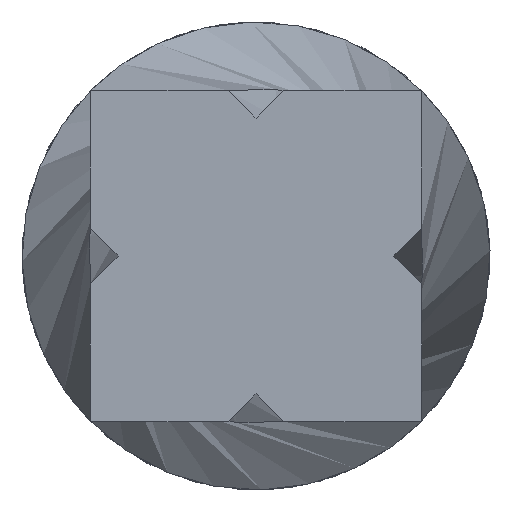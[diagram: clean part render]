
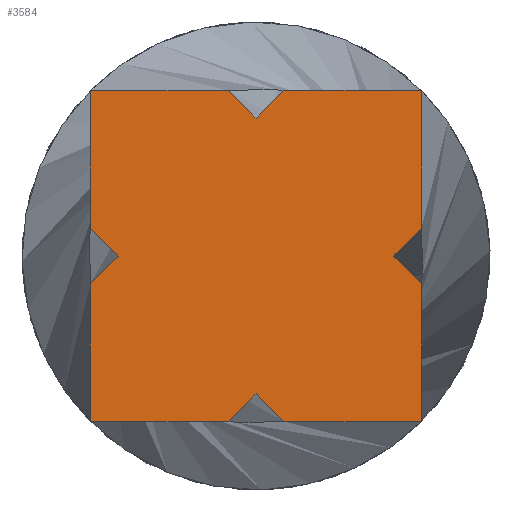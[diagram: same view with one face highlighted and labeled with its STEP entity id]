
A CAD part, front view. The second image highlights one B-rep face of the part: STEP entity #3584.
In plain terms, the highlighted planar face has unit normal (0, -1, 0).
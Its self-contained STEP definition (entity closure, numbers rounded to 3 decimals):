
#189 = CARTESIAN_POINT ( 'NONE',  ( -6., 0., -6. ) ) ;
#319 = DIRECTION ( 'NONE',  ( 1., 0., 0. ) ) ;
#376 = DIRECTION ( 'NONE',  ( -0.707, 0., 0.707 ) ) ;
#390 = DIRECTION ( 'NONE',  ( 0., 0., 1. ) ) ;
#507 = ORIENTED_EDGE ( 'NONE', *, *, #1360, .F. ) ;
#537 = CARTESIAN_POINT ( 'NONE',  ( 1., 0., -6. ) ) ;
#738 = LINE ( 'NONE', #3826, #11561 ) ;
#755 = VECTOR ( 'NONE', #376, 1000. ) ;
#766 = VECTOR ( 'NONE', #319, 1000. ) ;
#891 = EDGE_CURVE ( 'NONE', #4768, #8490, #6663, .T. ) ;
#1096 = LINE ( 'NONE', #6047, #13249 ) ;
#1260 = LINE ( 'NONE', #11776, #9612 ) ;
#1285 = DIRECTION ( 'NONE',  ( -0.707, 0., 0.707 ) ) ;
#1292 = CARTESIAN_POINT ( 'NONE',  ( 5., 0., 0. ) ) ;
#1338 = VERTEX_POINT ( 'NONE', #4580 ) ;
#1360 = EDGE_CURVE ( 'NONE', #10904, #3780, #4833, .T. ) ;
#1536 = CARTESIAN_POINT ( 'NONE',  ( -6., 0., 1. ) ) ;
#1603 = ORIENTED_EDGE ( 'NONE', *, *, #7577, .F. ) ;
#1747 = VERTEX_POINT ( 'NONE', #8684 ) ;
#1780 = ORIENTED_EDGE ( 'NONE', *, *, #1800, .F. ) ;
#1800 = EDGE_CURVE ( 'NONE', #1747, #5555, #1260, .T. ) ;
#1818 = ORIENTED_EDGE ( 'NONE', *, *, #11535, .T. ) ;
#1858 = EDGE_CURVE ( 'NONE', #1747, #4756, #3023, .T. ) ;
#1926 = ORIENTED_EDGE ( 'NONE', *, *, #12834, .F. ) ;
#2042 = CARTESIAN_POINT ( 'NONE',  ( 6., 0., 6. ) ) ;
#2076 = LINE ( 'NONE', #3850, #4216 ) ;
#2385 = VECTOR ( 'NONE', #4321, 1000. ) ;
#2506 = LINE ( 'NONE', #4077, #6444 ) ;
#2691 = DIRECTION ( 'NONE',  ( -0.707, 0., -0.707 ) ) ;
#3004 = CARTESIAN_POINT ( 'NONE',  ( 1., 0., 6. ) ) ;
#3006 = VERTEX_POINT ( 'NONE', #189 ) ;
#3023 = LINE ( 'NONE', #12939, #755 ) ;
#3155 = ORIENTED_EDGE ( 'NONE', *, *, #3754, .T. ) ;
#3410 = VECTOR ( 'NONE', #3668, 1000. ) ;
#3541 = LINE ( 'NONE', #11571, #2385 ) ;
#3554 = LINE ( 'NONE', #12737, #766 ) ;
#3584 = ADVANCED_FACE ( 'NONE', ( #6664 ), #13020, .T. ) ;
#3596 = ORIENTED_EDGE ( 'NONE', *, *, #3800, .T. ) ;
#3668 = DIRECTION ( 'NONE',  ( 0., 0., 1. ) ) ;
#3682 = CARTESIAN_POINT ( 'NONE',  ( 0., 0., 0. ) ) ;
#3754 = EDGE_CURVE ( 'NONE', #4613, #9335, #1096, .T. ) ;
#3780 = VERTEX_POINT ( 'NONE', #4040 ) ;
#3800 = EDGE_CURVE ( 'NONE', #6433, #1338, #2076, .T. ) ;
#3823 = LINE ( 'NONE', #5423, #9740 ) ;
#3826 = CARTESIAN_POINT ( 'NONE',  ( 6., 0., -6. ) ) ;
#3850 = CARTESIAN_POINT ( 'NONE',  ( -5., 0., 0. ) ) ;
#3991 = EDGE_CURVE ( 'NONE', #3006, #1338, #7356, .T. ) ;
#4040 = CARTESIAN_POINT ( 'NONE',  ( -6., 0., 6. ) ) ;
#4077 = CARTESIAN_POINT ( 'NONE',  ( -6., 0., -6. ) ) ;
#4216 = VECTOR ( 'NONE', #8397, 1000. ) ;
#4321 = DIRECTION ( 'NONE',  ( 1., 0., 0. ) ) ;
#4411 = CARTESIAN_POINT ( 'NONE',  ( 5., 0., 0. ) ) ;
#4550 = LINE ( 'NONE', #10182, #5022 ) ;
#4580 = CARTESIAN_POINT ( 'NONE',  ( -6., 0., -1. ) ) ;
#4613 = VERTEX_POINT ( 'NONE', #8579 ) ;
#4728 = VERTEX_POINT ( 'NONE', #537 ) ;
#4756 = VERTEX_POINT ( 'NONE', #12161 ) ;
#4768 = VERTEX_POINT ( 'NONE', #13231 ) ;
#4816 = DIRECTION ( 'NONE',  ( 0.707, 0., -0.707 ) ) ;
#4833 = LINE ( 'NONE', #8911, #8341 ) ;
#4974 = VECTOR ( 'NONE', #5731, 1000. ) ;
#5022 = VECTOR ( 'NONE', #6017, 1000. ) ;
#5318 = DIRECTION ( 'NONE',  ( 0.707, 0., -0.707 ) ) ;
#5423 = CARTESIAN_POINT ( 'NONE',  ( -5., 0., 0. ) ) ;
#5451 = ORIENTED_EDGE ( 'NONE', *, *, #3991, .F. ) ;
#5555 = VERTEX_POINT ( 'NONE', #3004 ) ;
#5731 = DIRECTION ( 'NONE',  ( 1., 0., 0. ) ) ;
#5932 = CARTESIAN_POINT ( 'NONE',  ( 6., 0., -6. ) ) ;
#5938 = DIRECTION ( 'NONE',  ( 0., 0., 1. ) ) ;
#6015 = CARTESIAN_POINT ( 'NONE',  ( -5., 0., 0. ) ) ;
#6017 = DIRECTION ( 'NONE',  ( 0.707, 0., 0.707 ) ) ;
#6047 = CARTESIAN_POINT ( 'NONE',  ( 6., 0., 1. ) ) ;
#6084 = DIRECTION ( 'NONE',  ( 1., 0., 0. ) ) ;
#6236 = EDGE_CURVE ( 'NONE', #11997, #7358, #738, .T. ) ;
#6246 = ORIENTED_EDGE ( 'NONE', *, *, #8440, .T. ) ;
#6254 = ORIENTED_EDGE ( 'NONE', *, *, #891, .F. ) ;
#6433 = VERTEX_POINT ( 'NONE', #6015 ) ;
#6444 = VECTOR ( 'NONE', #6084, 1000. ) ;
#6469 = LINE ( 'NONE', #9885, #4974 ) ;
#6663 = LINE ( 'NONE', #13144, #8008 ) ;
#6664 = FACE_OUTER_BOUND ( 'NONE', #10432, .T. ) ;
#6898 = ORIENTED_EDGE ( 'NONE', *, *, #1858, .T. ) ;
#6918 = DIRECTION ( 'NONE',  ( 0., 0., -1. ) ) ;
#6923 = ORIENTED_EDGE ( 'NONE', *, *, #10948, .F. ) ;
#6948 = VECTOR ( 'NONE', #4816, 1000. ) ;
#7089 = EDGE_CURVE ( 'NONE', #6433, #10904, #3823, .T. ) ;
#7356 = LINE ( 'NONE', #10906, #3410 ) ;
#7358 = VERTEX_POINT ( 'NONE', #10210 ) ;
#7490 = ORIENTED_EDGE ( 'NONE', *, *, #8990, .T. ) ;
#7577 = EDGE_CURVE ( 'NONE', #10292, #7358, #11358, .T. ) ;
#8008 = VECTOR ( 'NONE', #2691, 1000. ) ;
#8341 = VECTOR ( 'NONE', #390, 1000. ) ;
#8397 = DIRECTION ( 'NONE',  ( -0.707, 0., -0.707 ) ) ;
#8440 = EDGE_CURVE ( 'NONE', #3006, #8490, #2506, .T. ) ;
#8490 = VERTEX_POINT ( 'NONE', #12496 ) ;
#8579 = CARTESIAN_POINT ( 'NONE',  ( 6., 0., 1. ) ) ;
#8684 = CARTESIAN_POINT ( 'NONE',  ( 0., 0., 5. ) ) ;
#8911 = CARTESIAN_POINT ( 'NONE',  ( -6., 0., 1. ) ) ;
#8990 = EDGE_CURVE ( 'NONE', #4728, #11997, #3554, .T. ) ;
#9051 = DIRECTION ( 'NONE',  ( 0., -1., 0. ) ) ;
#9276 = LINE ( 'NONE', #11995, #6948 ) ;
#9335 = VERTEX_POINT ( 'NONE', #2042 ) ;
#9449 = DIRECTION ( 'NONE',  ( 0., 0., 1. ) ) ;
#9592 = ORIENTED_EDGE ( 'NONE', *, *, #6236, .T. ) ;
#9612 = VECTOR ( 'NONE', #10705, 1000. ) ;
#9740 = VECTOR ( 'NONE', #1285, 1000. ) ;
#9885 = CARTESIAN_POINT ( 'NONE',  ( -6., 0., 6. ) ) ;
#9970 = EDGE_CURVE ( 'NONE', #10292, #4613, #4550, .T. ) ;
#10182 = CARTESIAN_POINT ( 'NONE',  ( 5., 0., 0. ) ) ;
#10210 = CARTESIAN_POINT ( 'NONE',  ( 6., 0., -1. ) ) ;
#10292 = VERTEX_POINT ( 'NONE', #1292 ) ;
#10432 = EDGE_LOOP ( 'NONE', ( #6246, #6254, #1818, #7490, #9592, #1603, #11003, #3155, #6923, #1780, #6898, #1926, #507, #12995, #3596, #5451 ) ) ;
#10705 = DIRECTION ( 'NONE',  ( 0.707, 0., 0.707 ) ) ;
#10904 = VERTEX_POINT ( 'NONE', #1536 ) ;
#10906 = CARTESIAN_POINT ( 'NONE',  ( -6., 0., -6. ) ) ;
#10948 = EDGE_CURVE ( 'NONE', #5555, #9335, #3541, .T. ) ;
#11003 = ORIENTED_EDGE ( 'NONE', *, *, #9970, .T. ) ;
#11358 = LINE ( 'NONE', #4411, #12042 ) ;
#11535 = EDGE_CURVE ( 'NONE', #4768, #4728, #9276, .T. ) ;
#11561 = VECTOR ( 'NONE', #9449, 1000. ) ;
#11571 = CARTESIAN_POINT ( 'NONE',  ( 1., 0., 6. ) ) ;
#11776 = CARTESIAN_POINT ( 'NONE',  ( 0., 0., 5. ) ) ;
#11995 = CARTESIAN_POINT ( 'NONE',  ( 0., 0., -5. ) ) ;
#11997 = VERTEX_POINT ( 'NONE', #5932 ) ;
#12042 = VECTOR ( 'NONE', #5318, 1000. ) ;
#12161 = CARTESIAN_POINT ( 'NONE',  ( -1., 0., 6. ) ) ;
#12496 = CARTESIAN_POINT ( 'NONE',  ( -1., 0., -6. ) ) ;
#12737 = CARTESIAN_POINT ( 'NONE',  ( 1., 0., -6. ) ) ;
#12834 = EDGE_CURVE ( 'NONE', #3780, #4756, #6469, .T. ) ;
#12939 = CARTESIAN_POINT ( 'NONE',  ( 0., 0., 5. ) ) ;
#12975 = AXIS2_PLACEMENT_3D ( 'NONE', #3682, #9051, #6918 ) ;
#12995 = ORIENTED_EDGE ( 'NONE', *, *, #7089, .F. ) ;
#13020 = PLANE ( 'NONE',  #12975 ) ;
#13144 = CARTESIAN_POINT ( 'NONE',  ( 0., 0., -5. ) ) ;
#13231 = CARTESIAN_POINT ( 'NONE',  ( 0., 0., -5. ) ) ;
#13249 = VECTOR ( 'NONE', #5938, 1000. ) ;
